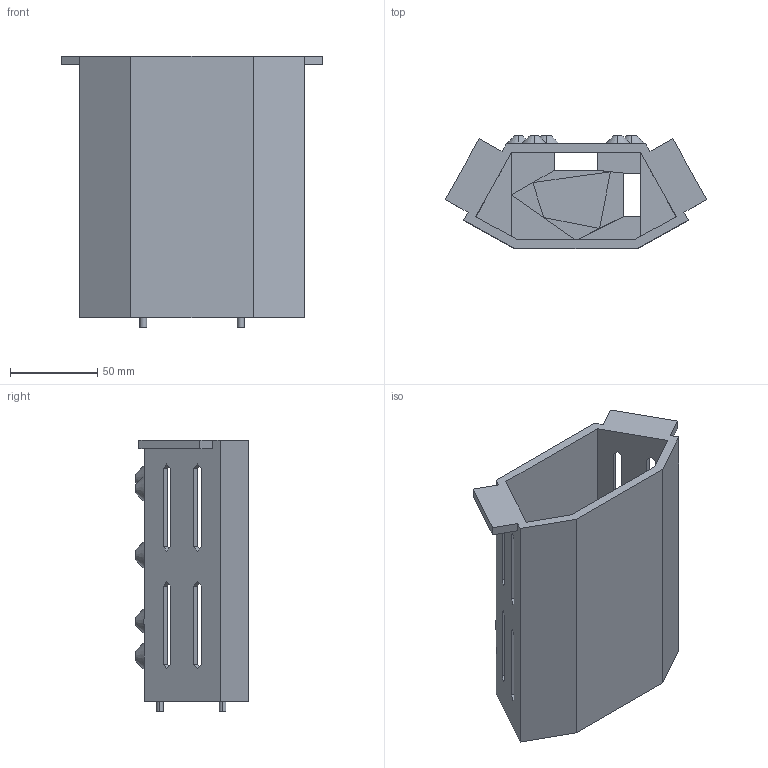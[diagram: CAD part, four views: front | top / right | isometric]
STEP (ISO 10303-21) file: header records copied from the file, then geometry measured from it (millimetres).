
FILE_DESCRIPTION (( 'STEP AP214' ), '1' );
FILE_NAME ('Central_Electronics_Mount.STEP', '2025-08-12T18:39:53', ( '' ), ( '' ), 'SwSTEP 2.0', 'SolidWorks 2024', '' );
FILE_SCHEMA (( 'AUTOMOTIVE_DESIGN' ));
Length unit declared in the file: millimetre
Products named in the file (1): Central_Electronics_Mount
Bounding box: 149.97 x 65 x 156 mm (x, y, z)
Volume: 263392.7 mm3; surface area: 104013.6 mm2
Topology: 1 solids, 1 shells, 185 faces, 465 edges, 304 vertices
Faces by surface type: plane 137, cylinder 32, cone 16
Entity records: 5564 total; most frequent: CARTESIAN_POINT 966, DIRECTION 933, ORIENTED_EDGE 930, EDGE_CURVE 465, LINE 367, VECTOR 367, VERTEX_POINT 304, AXIS2_PLACEMENT_3D 283
